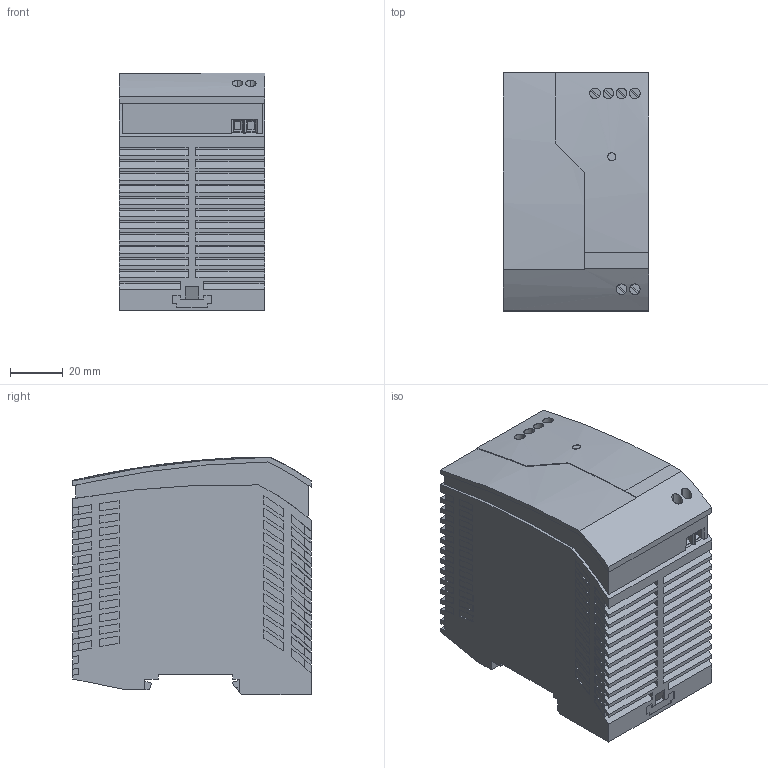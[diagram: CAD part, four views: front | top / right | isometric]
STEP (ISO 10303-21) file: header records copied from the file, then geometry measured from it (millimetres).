
FILE_DESCRIPTION(('Creo Elements/Direct Modeling STEP Export'),'2;1');
FILE_NAME('model.stp','2020-04-15T 7:45:44',(''),(''),'Creo Elements/Direct Modeling STEP processor for AP214 (Solid Model)','Creo Elements/Direct Modeling 20.1A 29-Sep-2018 (C) Parametric Technology GmbH','');
FILE_SCHEMA(('AUTOMOTIVE_DESIGN { 1 0 10303 214 1 1 1 1 }'));
Length unit declared in the file: millimetre
Products named in the file (2): UNO_PS_1AC_24DC_90W_C2LPS-select
Assembly tree (1 placements, depth 2):
  UNO_PS_1AC_24DC_90W_C2LPS-select
    UNO_PS_1AC_24DC_90W_C2LPS-select
Bounding box: 55 x 90 x 89.87 mm (x, y, z)
Volume: 395571.4 mm3; surface area: 43992.3 mm2
Topology: 1 solids, 1 shells, 779 faces, 2117 edges, 1400 vertices
Faces by surface type: plane 558, cylinder 219, extrusion 2
Entity records: 30541 total; most frequent: CARTESIAN_POINT 4503, ORIENTED_EDGE 4234, DIRECTION 4033, EDGE_CURVE 2117, VECTOR 1461, LINE 1459, VERTEX_POINT 1400, AXIS2_PLACEMENT_3D 1286
